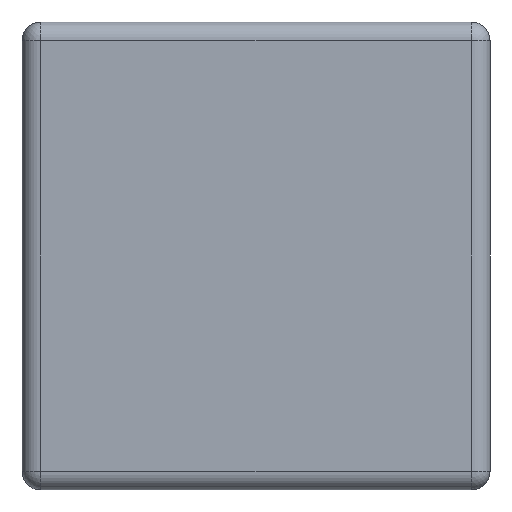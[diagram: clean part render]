
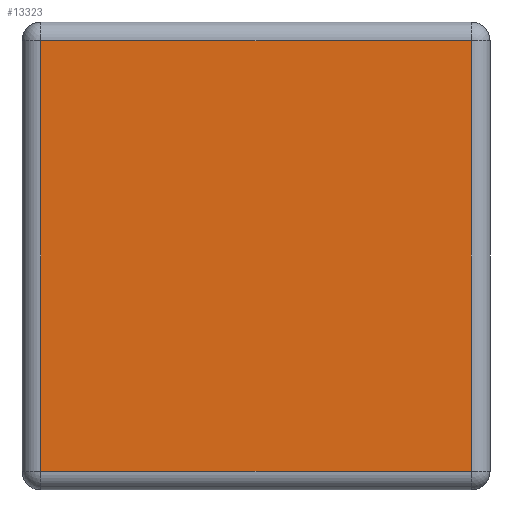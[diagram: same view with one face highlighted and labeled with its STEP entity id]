
A CAD part, left-side view. The second image highlights one B-rep face of the part: STEP entity #13323.
In plain terms, the highlighted planar face has unit normal (-1, 0, 0).
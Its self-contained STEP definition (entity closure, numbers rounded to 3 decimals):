
#3980=DIRECTION('',(0.,0.,-1.));
#3981=VECTOR('',#3980,0.46);
#3982=CARTESIAN_POINT('',(-0.5,0.02,0.23));
#3983=LINE('',#3982,#3981);
#3987=DIRECTION('',(0.,1.,0.));
#3988=VECTOR('',#3987,0.46);
#3989=CARTESIAN_POINT('',(-0.5,0.02,-0.23));
#3990=LINE('',#3989,#3988);
#3994=DIRECTION('',(0.,0.,1.));
#3995=VECTOR('',#3994,0.46);
#3996=CARTESIAN_POINT('',(-0.5,0.48,-0.23));
#3997=LINE('',#3996,#3995);
#4001=DIRECTION('',(0.,-1.,0.));
#4002=VECTOR('',#4001,0.46);
#4003=CARTESIAN_POINT('',(-0.5,0.48,0.23));
#4004=LINE('',#4003,#4002);
#6996=CARTESIAN_POINT('',(-0.5,0.02,0.23));
#6997=CARTESIAN_POINT('',(-0.5,0.02,-0.23));
#6998=VERTEX_POINT('',#6996);
#6999=VERTEX_POINT('',#6997);
#7004=CARTESIAN_POINT('',(-0.5,0.48,-0.23));
#7005=VERTEX_POINT('',#7004);
#7010=CARTESIAN_POINT('',(-0.5,0.48,0.23));
#7011=VERTEX_POINT('',#7010);
#13311=CARTESIAN_POINT('',(-0.5,0.,-0.25));
#13312=DIRECTION('',(-1.,0.,0.));
#13313=DIRECTION('',(0.,0.,1.));
#13314=AXIS2_PLACEMENT_3D('',#13311,#13312,#13313);
#13315=PLANE('',#13314);
#13317=ORIENTED_EDGE('',*,*,#13316,.T.);
#13318=ORIENTED_EDGE('',*,*,#12202,.T.);
#13319=ORIENTED_EDGE('',*,*,#13293,.T.);
#13320=ORIENTED_EDGE('',*,*,#10960,.T.);
#13321=EDGE_LOOP('',(#13317,#13318,#13319,#13320));
#13322=FACE_OUTER_BOUND('',#13321,.F.);
#13323=ADVANCED_FACE('',(#13322),#13315,.T.);
#10960=EDGE_CURVE('',#7011,#6998,#4004,.T.);
#12202=EDGE_CURVE('',#6999,#7005,#3990,.T.);
#13293=EDGE_CURVE('',#7005,#7011,#3997,.T.);
#13316=EDGE_CURVE('',#6998,#6999,#3983,.T.);
